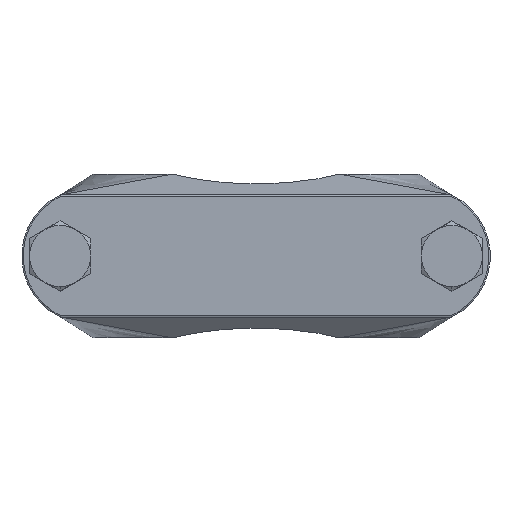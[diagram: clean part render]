
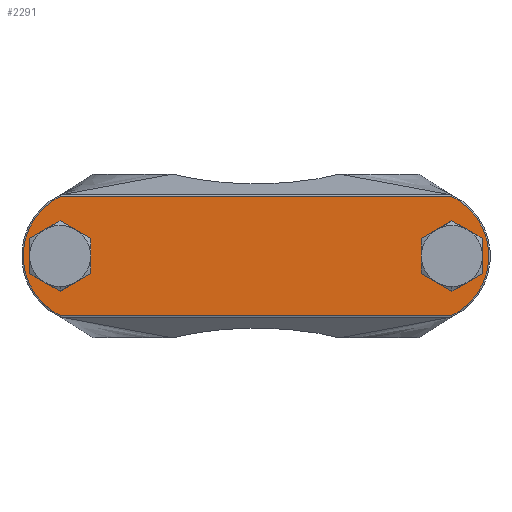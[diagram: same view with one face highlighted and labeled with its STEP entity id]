
A CAD part, front view. The second image highlights one B-rep face of the part: STEP entity #2291.
In plain terms, the highlighted planar face has unit normal (0, -1, 0).
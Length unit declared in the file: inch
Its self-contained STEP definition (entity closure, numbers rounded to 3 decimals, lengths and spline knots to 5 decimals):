
#13 = EDGE_CURVE ( 'NONE', #3130, #807, #33, .T. ) ;
#14 = LINE ( 'NONE', #2465, #1983 ) ;
#33 = LINE ( 'NONE', #2576, #1426 ) ;
#89 = ORIENTED_EDGE ( 'NONE', *, *, #1572, .F. ) ;
#187 = PLANE ( 'NONE',  #2650 ) ;
#196 = VECTOR ( 'NONE', #1815, 39.37008 ) ;
#202 = CARTESIAN_POINT ( 'NONE',  ( 1.18625, -0.799, 0.1263 ) ) ;
#213 = EDGE_LOOP ( 'NONE', ( #89, #1319, #725, #2394, #1615, #3037 ) ) ;
#233 = VECTOR ( 'NONE', #1383, 39.37008 ) ;
#279 = LINE ( 'NONE', #2120, #917 ) ;
#285 = VECTOR ( 'NONE', #2747, 39.37008 ) ;
#315 = AXIS2_PLACEMENT_3D ( 'NONE', #2164, #3232, #2441 ) ;
#321 = CARTESIAN_POINT ( 'NONE',  ( 1.18625, -0.799, -0.1263 ) ) ;
#341 = EDGE_CURVE ( 'NONE', #647, #2385, #3040, .T. ) ;
#347 = VECTOR ( 'NONE', #1537, 39.37008 ) ;
#384 = CARTESIAN_POINT ( 'NONE',  ( -1.405, -0.799, -0.25259 ) ) ;
#396 = FACE_BOUND ( 'NONE', #213, .T. ) ;
#429 = VECTOR ( 'NONE', #3325, 39.37008 ) ;
#436 = CARTESIAN_POINT ( 'NONE',  ( 1.62375, -0.799, 0.1263 ) ) ;
#494 = LINE ( 'NONE', #1165, #285 ) ;
#500 = CARTESIAN_POINT ( 'NONE',  ( -1.18625, -0.799, 0.1263 ) ) ;
#504 = CIRCLE ( 'NONE', #315, 0.47551 ) ;
#544 = DIRECTION ( 'NONE',  ( 0.866, 0., 0.5 ) ) ;
#594 = VERTEX_POINT ( 'NONE', #2535 ) ;
#596 = VERTEX_POINT ( 'NONE', #2795 ) ;
#598 = VERTEX_POINT ( 'NONE', #681 ) ;
#641 = CARTESIAN_POINT ( 'NONE',  ( 1.62375, -0.799, -0.1263 ) ) ;
#647 = VERTEX_POINT ( 'NONE', #2823 ) ;
#681 = CARTESIAN_POINT ( 'NONE',  ( 1.18625, -0.799, -0.1263 ) ) ;
#685 = CARTESIAN_POINT ( 'NONE',  ( -1.405, -0.799, 0.4275 ) ) ;
#699 = LINE ( 'NONE', #436, #347 ) ;
#725 = ORIENTED_EDGE ( 'NONE', *, *, #2193, .F. ) ;
#789 = DIRECTION ( 'NONE',  ( 0., 0., -1. ) ) ;
#807 = VERTEX_POINT ( 'NONE', #500 ) ;
#825 = VERTEX_POINT ( 'NONE', #1630 ) ;
#905 = VECTOR ( 'NONE', #1763, 39.37008 ) ;
#917 = VECTOR ( 'NONE', #544, 39.37008 ) ;
#984 = DIRECTION ( 'NONE',  ( 0., 0., -1. ) ) ;
#1029 = DIRECTION ( 'NONE',  ( 0., 0., -1. ) ) ;
#1077 = LINE ( 'NONE', #641, #429 ) ;
#1110 = VERTEX_POINT ( 'NONE', #2008 ) ;
#1137 = VECTOR ( 'NONE', #789, 39.37008 ) ;
#1165 = CARTESIAN_POINT ( 'NONE',  ( 1.405, -0.799, 0.25259 ) ) ;
#1191 = EDGE_CURVE ( 'NONE', #3028, #3130, #2997, .T. ) ;
#1255 = EDGE_CURVE ( 'NONE', #2385, #3349, #2455, .T. ) ;
#1319 = ORIENTED_EDGE ( 'NONE', *, *, #2323, .F. ) ;
#1321 = VERTEX_POINT ( 'NONE', #1519 ) ;
#1335 = CARTESIAN_POINT ( 'NONE',  ( 1.40271, -0.799, -0.4275 ) ) ;
#1374 = LINE ( 'NONE', #1949, #2237 ) ;
#1378 = EDGE_CURVE ( 'NONE', #3349, #3028, #2000, .T. ) ;
#1383 = DIRECTION ( 'NONE',  ( 0.866, 0., -0.5 ) ) ;
#1389 = VECTOR ( 'NONE', #1700, 39.37008 ) ;
#1426 = VECTOR ( 'NONE', #2852, 39.37008 ) ;
#1446 = DIRECTION ( 'NONE',  ( 0.866, 0., 0.5 ) ) ;
#1499 = ORIENTED_EDGE ( 'NONE', *, *, #13, .F. ) ;
#1519 = CARTESIAN_POINT ( 'NONE',  ( 1.405, -0.799, -0.25259 ) ) ;
#1537 = DIRECTION ( 'NONE',  ( -0.866, 0., 0.5 ) ) ;
#1572 = EDGE_CURVE ( 'NONE', #1110, #2459, #494, .T. ) ;
#1615 = ORIENTED_EDGE ( 'NONE', *, *, #2944, .F. ) ;
#1630 = CARTESIAN_POINT ( 'NONE',  ( 1.40271, -0.799, 0.4275 ) ) ;
#1679 = EDGE_LOOP ( 'NONE', ( #2081, #1770, #1499, #2671, #3292, #1808 ) ) ;
#1700 = DIRECTION ( 'NONE',  ( -0.866, 0., -0.5 ) ) ;
#1711 = CARTESIAN_POINT ( 'NONE',  ( -1.405, -0.799, 0.25259 ) ) ;
#1717 = EDGE_CURVE ( 'NONE', #825, #596, #2856, .T. ) ;
#1736 = DIRECTION ( 'NONE',  ( -0.866, 0., 0.5 ) ) ;
#1752 = DIRECTION ( 'NONE',  ( 0., -1., 0. ) ) ;
#1763 = DIRECTION ( 'NONE',  ( -1., 0., 0. ) ) ;
#1770 = ORIENTED_EDGE ( 'NONE', *, *, #1958, .F. ) ;
#1776 = CARTESIAN_POINT ( 'NONE',  ( -1.19449, -0.799, 0. ) ) ;
#1808 = ORIENTED_EDGE ( 'NONE', *, *, #1255, .F. ) ;
#1815 = DIRECTION ( 'NONE',  ( 0.866, 0., -0.5 ) ) ;
#1840 = VECTOR ( 'NONE', #1446, 39.37008 ) ;
#1863 = AXIS2_PLACEMENT_3D ( 'NONE', #2608, #3153, #2391 ) ;
#1883 = CARTESIAN_POINT ( 'NONE',  ( -1.62375, -0.799, 0.1263 ) ) ;
#1915 = EDGE_LOOP ( 'NONE', ( #3368, #3129, #2260, #3125 ) ) ;
#1942 = FACE_BOUND ( 'NONE', #1679, .T. ) ;
#1949 = CARTESIAN_POINT ( 'NONE',  ( 1.405, -0.799, -0.4275 ) ) ;
#1958 = EDGE_CURVE ( 'NONE', #807, #647, #14, .T. ) ;
#1983 = VECTOR ( 'NONE', #1736, 39.37008 ) ;
#1991 = EDGE_CURVE ( 'NONE', #594, #2010, #1374, .T. ) ;
#2000 = LINE ( 'NONE', #2587, #196 ) ;
#2008 = CARTESIAN_POINT ( 'NONE',  ( 1.405, -0.799, 0.25259 ) ) ;
#2010 = VERTEX_POINT ( 'NONE', #1335 ) ;
#2081 = ORIENTED_EDGE ( 'NONE', *, *, #341, .F. ) ;
#2120 = CARTESIAN_POINT ( 'NONE',  ( 1.405, -0.799, -0.25259 ) ) ;
#2164 = CARTESIAN_POINT ( 'NONE',  ( 1.19449, -0.799, 0. ) ) ;
#2189 = CARTESIAN_POINT ( 'NONE',  ( -1.405, -0.799, -0.25259 ) ) ;
#2192 = DIRECTION ( 'NONE',  ( 1., 0., 0. ) ) ;
#2193 = EDGE_CURVE ( 'NONE', #3327, #2613, #1077, .T. ) ;
#2237 = VECTOR ( 'NONE', #2192, 39.37008 ) ;
#2260 = ORIENTED_EDGE ( 'NONE', *, *, #1991, .T. ) ;
#2291 = ADVANCED_FACE ( 'NONE', ( #2443, #396, #1942 ), #187, .T. ) ;
#2323 = EDGE_CURVE ( 'NONE', #2613, #1110, #699, .T. ) ;
#2364 = EDGE_CURVE ( 'NONE', #2459, #598, #3370, .T. ) ;
#2385 = VERTEX_POINT ( 'NONE', #3421 ) ;
#2391 = DIRECTION ( 'NONE',  ( 0., 0., -1. ) ) ;
#2394 = ORIENTED_EDGE ( 'NONE', *, *, #2853, .F. ) ;
#2441 = DIRECTION ( 'NONE',  ( 0., 0., -1. ) ) ;
#2443 = FACE_OUTER_BOUND ( 'NONE', #1915, .T. ) ;
#2455 = LINE ( 'NONE', #1883, #1137 ) ;
#2459 = VERTEX_POINT ( 'NONE', #202 ) ;
#2465 = CARTESIAN_POINT ( 'NONE',  ( -1.18625, -0.799, 0.1263 ) ) ;
#2535 = CARTESIAN_POINT ( 'NONE',  ( -1.40271, -0.799, -0.4275 ) ) ;
#2537 = CARTESIAN_POINT ( 'NONE',  ( -1.18625, -0.799, -0.1263 ) ) ;
#2576 = CARTESIAN_POINT ( 'NONE',  ( -1.18625, -0.799, -0.1263 ) ) ;
#2587 = CARTESIAN_POINT ( 'NONE',  ( -1.62375, -0.799, -0.1263 ) ) ;
#2608 = CARTESIAN_POINT ( 'NONE',  ( -1.19449, -0.799, 0. ) ) ;
#2613 = VERTEX_POINT ( 'NONE', #3067 ) ;
#2614 = VECTOR ( 'NONE', #1029, 39.37008 ) ;
#2650 = AXIS2_PLACEMENT_3D ( 'NONE', #1776, #1752, #984 ) ;
#2671 = ORIENTED_EDGE ( 'NONE', *, *, #1191, .F. ) ;
#2747 = DIRECTION ( 'NONE',  ( -0.866, 0., -0.5 ) ) ;
#2795 = CARTESIAN_POINT ( 'NONE',  ( -1.40271, -0.799, 0.4275 ) ) ;
#2823 = CARTESIAN_POINT ( 'NONE',  ( -1.405, -0.799, 0.25259 ) ) ;
#2852 = DIRECTION ( 'NONE',  ( 0., 0., 1. ) ) ;
#2853 = EDGE_CURVE ( 'NONE', #1321, #3327, #279, .T. ) ;
#2856 = LINE ( 'NONE', #685, #905 ) ;
#2944 = EDGE_CURVE ( 'NONE', #598, #1321, #3407, .T. ) ;
#2997 = LINE ( 'NONE', #384, #1840 ) ;
#3022 = EDGE_CURVE ( 'NONE', #2010, #825, #504, .T. ) ;
#3028 = VERTEX_POINT ( 'NONE', #2189 ) ;
#3037 = ORIENTED_EDGE ( 'NONE', *, *, #2364, .F. ) ;
#3040 = LINE ( 'NONE', #1711, #1389 ) ;
#3067 = CARTESIAN_POINT ( 'NONE',  ( 1.62375, -0.799, 0.1263 ) ) ;
#3125 = ORIENTED_EDGE ( 'NONE', *, *, #3022, .T. ) ;
#3129 = ORIENTED_EDGE ( 'NONE', *, *, #3320, .T. ) ;
#3130 = VERTEX_POINT ( 'NONE', #2537 ) ;
#3153 = DIRECTION ( 'NONE',  ( 0., -1., 0. ) ) ;
#3176 = CARTESIAN_POINT ( 'NONE',  ( 1.18625, -0.799, 0.1263 ) ) ;
#3232 = DIRECTION ( 'NONE',  ( 0., -1., 0. ) ) ;
#3292 = ORIENTED_EDGE ( 'NONE', *, *, #1378, .F. ) ;
#3320 = EDGE_CURVE ( 'NONE', #596, #594, #3351, .T. ) ;
#3325 = DIRECTION ( 'NONE',  ( 0., 0., 1. ) ) ;
#3327 = VERTEX_POINT ( 'NONE', #3424 ) ;
#3349 = VERTEX_POINT ( 'NONE', #3413 ) ;
#3351 = CIRCLE ( 'NONE', #1863, 0.47551 ) ;
#3368 = ORIENTED_EDGE ( 'NONE', *, *, #1717, .T. ) ;
#3370 = LINE ( 'NONE', #3176, #2614 ) ;
#3407 = LINE ( 'NONE', #321, #233 ) ;
#3413 = CARTESIAN_POINT ( 'NONE',  ( -1.62375, -0.799, -0.1263 ) ) ;
#3421 = CARTESIAN_POINT ( 'NONE',  ( -1.62375, -0.799, 0.1263 ) ) ;
#3424 = CARTESIAN_POINT ( 'NONE',  ( 1.62375, -0.799, -0.1263 ) ) ;
